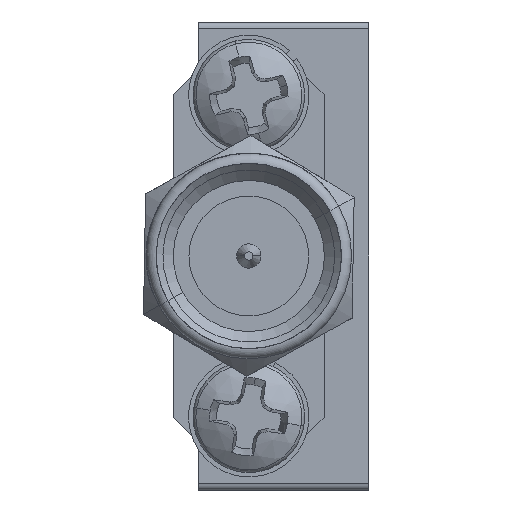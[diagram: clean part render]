
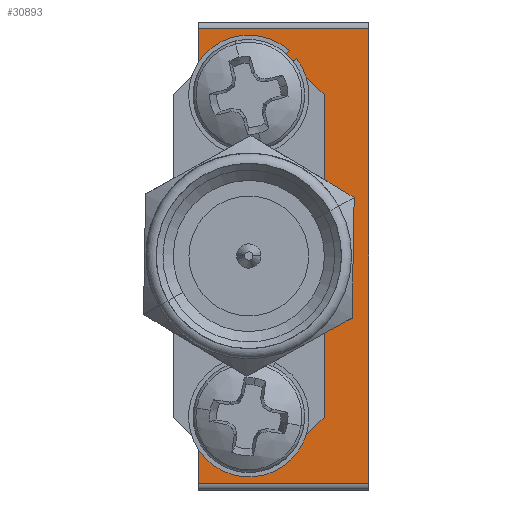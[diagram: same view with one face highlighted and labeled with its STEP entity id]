
A CAD part, left-side view. The second image highlights one B-rep face of the part: STEP entity #30893.
In plain terms, the highlighted planar face has unit normal (-1, 0, 0).
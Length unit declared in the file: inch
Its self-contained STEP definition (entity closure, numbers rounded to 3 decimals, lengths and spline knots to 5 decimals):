
#108 = ORIENTED_EDGE ( 'NONE', *, *, #9536, .F. ) ;
#713 = LINE ( 'NONE', #51786, #61343 ) ;
#1054 = VECTOR ( 'NONE', #69549, 39.37008 ) ;
#1093 = FACE_BOUND ( 'NONE', #42812, .T. ) ;
#2951 = CARTESIAN_POINT ( 'NONE',  ( -0.55421, -0.0183, 0.06832 ) ) ;
#3166 = ORIENTED_EDGE ( 'NONE', *, *, #28619, .T. ) ;
#3768 = DIRECTION ( 'NONE',  ( 0., 0., 1. ) ) ;
#3799 = ORIENTED_EDGE ( 'NONE', *, *, #18457, .T. ) ;
#5173 = CARTESIAN_POINT ( 'NONE',  ( -0.55421, -0.1973, -0.36418 ) ) ;
#5796 = DIRECTION ( 'NONE',  ( 1., 0., 0. ) ) ;
#6485 = DIRECTION ( 'NONE',  ( 0., 0., 1. ) ) ;
#6904 = VERTEX_POINT ( 'NONE', #22453 ) ;
#6966 = AXIS2_PLACEMENT_3D ( 'NONE', #2951, #34677, #18100 ) ;
#7375 = ORIENTED_EDGE ( 'NONE', *, *, #67985, .F. ) ;
#7965 = CARTESIAN_POINT ( 'NONE',  ( -0.55421, -0.0183, 0.11132 ) ) ;
#8001 = VERTEX_POINT ( 'NONE', #68406 ) ;
#9536 = EDGE_CURVE ( 'NONE', #6904, #36309, #37895, .T. ) ;
#9585 = CARTESIAN_POINT ( 'NONE',  ( -0.55421, -0.1973, 0.01982 ) ) ;
#9996 = VERTEX_POINT ( 'NONE', #21183 ) ;
#10281 = AXIS2_PLACEMENT_3D ( 'NONE', #35116, #52759, #30778 ) ;
#10313 = DIRECTION ( 'NONE',  ( -1., 0., 0. ) ) ;
#10921 = ORIENTED_EDGE ( 'NONE', *, *, #39225, .F. ) ;
#11916 = CARTESIAN_POINT ( 'NONE',  ( -0.55421, -0.1973, -0.51218 ) ) ;
#11947 = LINE ( 'NONE', #55123, #56126 ) ;
#12127 = ORIENTED_EDGE ( 'NONE', *, *, #26801, .F. ) ;
#13269 = CARTESIAN_POINT ( 'NONE',  ( -0.55421, -0.0183, -0.45568 ) ) ;
#15634 = CARTESIAN_POINT ( 'NONE',  ( -0.55421, -0.1973, 0.17782 ) ) ;
#15795 = DIRECTION ( 'NONE',  ( 0., 0., 1. ) ) ;
#15801 = DIRECTION ( 'NONE',  ( 0., 0., 1. ) ) ;
#16847 = VERTEX_POINT ( 'NONE', #35364 ) ;
#16997 = FACE_OUTER_BOUND ( 'NONE', #60501, .T. ) ;
#17094 = DIRECTION ( 'NONE',  ( 0., 1., 0. ) ) ;
#17163 = ORIENTED_EDGE ( 'NONE', *, *, #32179, .F. ) ;
#18100 = DIRECTION ( 'NONE',  ( 0., 0., 1. ) ) ;
#18170 = VERTEX_POINT ( 'NONE', #58788 ) ;
#18390 = EDGE_CURVE ( 'NONE', #51514, #18170, #38596, .T. ) ;
#18457 = EDGE_CURVE ( 'NONE', #8001, #54288, #48470, .T. ) ;
#19468 = VECTOR ( 'NONE', #17094, 39.37008 ) ;
#21183 = CARTESIAN_POINT ( 'NONE',  ( -0.55421, 0.0577, 0.16782 ) ) ;
#21310 = EDGE_LOOP ( 'NONE', ( #108, #56482 ) ) ;
#21875 = ORIENTED_EDGE ( 'NONE', *, *, #18390, .T. ) ;
#22403 = ORIENTED_EDGE ( 'NONE', *, *, #57602, .F. ) ;
#22453 = CARTESIAN_POINT ( 'NONE',  ( -0.55421, -0.0183, -0.36968 ) ) ;
#23880 = LINE ( 'NONE', #33633, #27758 ) ;
#24730 = DIRECTION ( 'NONE',  ( 0., 1., 0. ) ) ;
#26002 = CARTESIAN_POINT ( 'NONE',  ( -0.55421, -0.0903, 0.01982 ) ) ;
#26483 = CARTESIAN_POINT ( 'NONE',  ( -0.55421, -0.0903, -0.36418 ) ) ;
#26801 = EDGE_CURVE ( 'NONE', #47104, #38432, #58176, .T. ) ;
#27758 = VECTOR ( 'NONE', #15795, 39.37008 ) ;
#28619 = EDGE_CURVE ( 'NONE', #65618, #61082, #66331, .T. ) ;
#30778 = DIRECTION ( 'NONE',  ( 0., 0., 1. ) ) ;
#30893 = ADVANCED_FACE ( 'NONE', ( #44753, #16997, #1093 ), #50482, .F. ) ;
#32179 = EDGE_CURVE ( 'NONE', #8001, #9996, #23880, .T. ) ;
#33633 = CARTESIAN_POINT ( 'NONE',  ( -0.55421, 0.0577, 0.00982 ) ) ;
#33899 = CARTESIAN_POINT ( 'NONE',  ( -0.55421, -0.1973, 0.17782 ) ) ;
#34139 = EDGE_CURVE ( 'NONE', #36309, #6904, #45356, .T. ) ;
#34677 = DIRECTION ( 'NONE',  ( -1., 0., 0. ) ) ;
#35116 = CARTESIAN_POINT ( 'NONE',  ( -0.55421, -0.0183, -0.41268 ) ) ;
#35364 = CARTESIAN_POINT ( 'NONE',  ( -0.55421, -0.1973, 0.16782 ) ) ;
#36309 = VERTEX_POINT ( 'NONE', #13269 ) ;
#37627 = ORIENTED_EDGE ( 'NONE', *, *, #51963, .F. ) ;
#37895 = CIRCLE ( 'NONE', #10281, 0.043 ) ;
#38432 = VERTEX_POINT ( 'NONE', #65818 ) ;
#38596 = LINE ( 'NONE', #11916, #46601 ) ;
#39225 = EDGE_CURVE ( 'NONE', #16847, #18170, #47673, .T. ) ;
#41554 = EDGE_CURVE ( 'NONE', #16847, #9996, #713, .T. ) ;
#42074 = DIRECTION ( 'NONE',  ( -1., 0., 0. ) ) ;
#42812 = EDGE_LOOP ( 'NONE', ( #12127, #37627 ) ) ;
#44753 = FACE_BOUND ( 'NONE', #21310, .T. ) ;
#45356 = CIRCLE ( 'NONE', #68294, 0.043 ) ;
#46601 = VECTOR ( 'NONE', #60414, 39.37008 ) ;
#46733 = CARTESIAN_POINT ( 'NONE',  ( -0.55421, -0.0183, 0.06832 ) ) ;
#47104 = VERTEX_POINT ( 'NONE', #7965 ) ;
#47673 = LINE ( 'NONE', #15634, #1054 ) ;
#48470 = LINE ( 'NONE', #9585, #63772 ) ;
#48548 = CARTESIAN_POINT ( 'NONE',  ( -0.55421, 0.0577, -0.52218 ) ) ;
#48824 = CARTESIAN_POINT ( 'NONE',  ( -0.55421, -0.0183, -0.41268 ) ) ;
#50482 = PLANE ( 'NONE',  #59834 ) ;
#50693 = CIRCLE ( 'NONE', #6966, 0.043 ) ;
#51514 = VERTEX_POINT ( 'NONE', #69085 ) ;
#51786 = CARTESIAN_POINT ( 'NONE',  ( -0.55421, -0.1973, 0.16782 ) ) ;
#51963 = EDGE_CURVE ( 'NONE', #38432, #47104, #50693, .T. ) ;
#52715 = ORIENTED_EDGE ( 'NONE', *, *, #41554, .T. ) ;
#52759 = DIRECTION ( 'NONE',  ( -1., 0., 0. ) ) ;
#53146 = DIRECTION ( 'NONE',  ( 0., -1., 0. ) ) ;
#54288 = VERTEX_POINT ( 'NONE', #26002 ) ;
#55123 = CARTESIAN_POINT ( 'NONE',  ( -0.55421, -0.0903, -0.35418 ) ) ;
#55606 = DIRECTION ( 'NONE',  ( 0., 0., 1. ) ) ;
#56126 = VECTOR ( 'NONE', #6485, 39.37008 ) ;
#56482 = ORIENTED_EDGE ( 'NONE', *, *, #34139, .F. ) ;
#57602 = EDGE_CURVE ( 'NONE', #51514, #61082, #58912, .T. ) ;
#58176 = CIRCLE ( 'NONE', #67363, 0.043 ) ;
#58788 = CARTESIAN_POINT ( 'NONE',  ( -0.55421, -0.1973, -0.51218 ) ) ;
#58912 = LINE ( 'NONE', #48548, #70981 ) ;
#59834 = AXIS2_PLACEMENT_3D ( 'NONE', #33899, #5796, #66977 ) ;
#60414 = DIRECTION ( 'NONE',  ( 0., -1., 0. ) ) ;
#60501 = EDGE_LOOP ( 'NONE', ( #7375, #3166, #22403, #21875, #10921, #52715, #17163, #3799 ) ) ;
#61082 = VERTEX_POINT ( 'NONE', #63046 ) ;
#61343 = VECTOR ( 'NONE', #24730, 39.37008 ) ;
#63046 = CARTESIAN_POINT ( 'NONE',  ( -0.55421, 0.0577, -0.36418 ) ) ;
#63772 = VECTOR ( 'NONE', #53146, 39.37008 ) ;
#65618 = VERTEX_POINT ( 'NONE', #26483 ) ;
#65818 = CARTESIAN_POINT ( 'NONE',  ( -0.55421, -0.0183, 0.02532 ) ) ;
#66331 = LINE ( 'NONE', #5173, #19468 ) ;
#66977 = DIRECTION ( 'NONE',  ( 0., 0., -1. ) ) ;
#67363 = AXIS2_PLACEMENT_3D ( 'NONE', #46733, #42074, #3768 ) ;
#67985 = EDGE_CURVE ( 'NONE', #65618, #54288, #11947, .T. ) ;
#68294 = AXIS2_PLACEMENT_3D ( 'NONE', #48824, #10313, #55606 ) ;
#68406 = CARTESIAN_POINT ( 'NONE',  ( -0.55421, 0.0577, 0.01982 ) ) ;
#69085 = CARTESIAN_POINT ( 'NONE',  ( -0.55421, 0.0577, -0.51218 ) ) ;
#69549 = DIRECTION ( 'NONE',  ( 0., 0., -1. ) ) ;
#70981 = VECTOR ( 'NONE', #15801, 39.37008 ) ;
